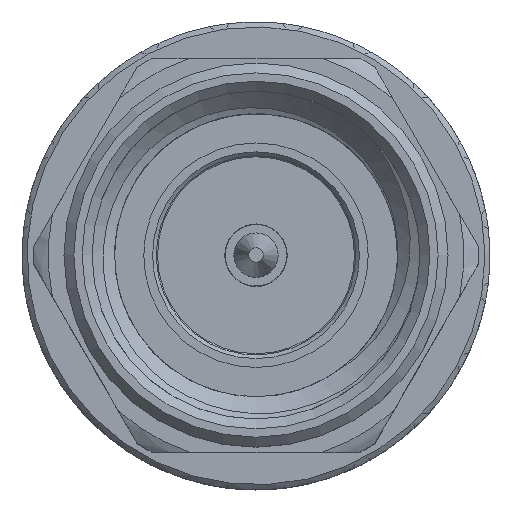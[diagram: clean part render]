
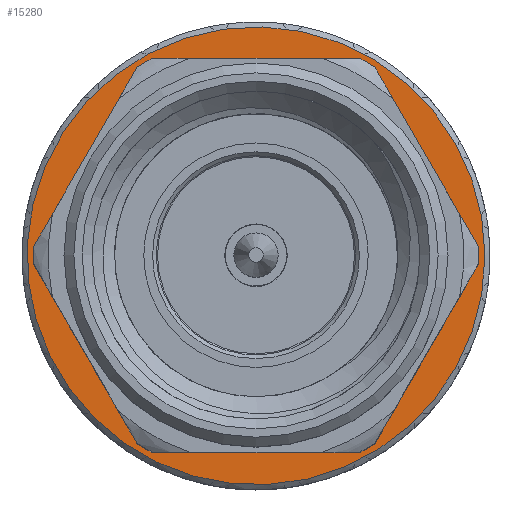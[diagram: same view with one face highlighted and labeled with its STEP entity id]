
A CAD part, top view. The second image highlights one B-rep face of the part: STEP entity #15280.
In plain terms, the highlighted planar face has unit normal (0, 0, 1).
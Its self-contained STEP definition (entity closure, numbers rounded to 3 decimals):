
#153=PLANE('',#16333);
#4917=ORIENTED_EDGE('',*,*,#9311,.T.);
#4918=ORIENTED_EDGE('',*,*,#9310,.T.);
#9310=EDGE_CURVE('',#11212,#11212,#11897,.T.);
#9311=EDGE_CURVE('',#11213,#11213,#11898,.T.);
#11212=VERTEX_POINT('',#30104);
#11213=VERTEX_POINT('',#30107);
#11897=CIRCLE('',#16332,3.25);
#11898=CIRCLE('',#16334,4.65);
#12614=EDGE_LOOP('',(#4917));
#12615=EDGE_LOOP('',(#4918));
#13804=FACE_BOUND('',#12614,.T.);
#13805=FACE_BOUND('',#12615,.T.);
#15280=ADVANCED_FACE('',(#13804,#13805),#153,.T.);
#16332=AXIS2_PLACEMENT_3D('',#30103,#17567,#17568);
#16333=AXIS2_PLACEMENT_3D('',#30105,#17569,#17570);
#16334=AXIS2_PLACEMENT_3D('',#30106,#17571,#17572);
#17567=DIRECTION('',(0.,0.,-1.));
#17568=DIRECTION('',(-1.,0.,0.));
#17569=DIRECTION('',(0.,0.,1.));
#17570=DIRECTION('',(1.,0.,0.));
#17571=DIRECTION('',(0.,0.,1.));
#17572=DIRECTION('',(1.,0.,0.));
#30103=CARTESIAN_POINT('',(0.,0.,3.8));
#30104=CARTESIAN_POINT('',(-3.25,0.,3.8));
#30105=CARTESIAN_POINT('',(-1.625,0.,3.8));
#30106=CARTESIAN_POINT('',(0.,0.,3.8));
#30107=CARTESIAN_POINT('',(4.65,0.,3.8));
